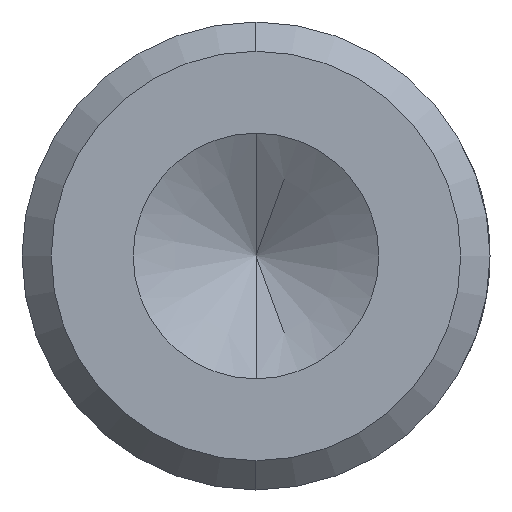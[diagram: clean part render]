
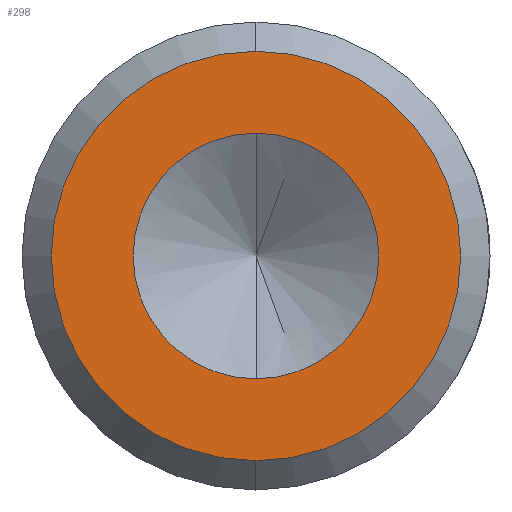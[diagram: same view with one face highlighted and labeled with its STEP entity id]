
A CAD part, left-side view. The second image highlights one B-rep face of the part: STEP entity #298.
In plain terms, the highlighted planar face has unit normal (-1, 0, 0).
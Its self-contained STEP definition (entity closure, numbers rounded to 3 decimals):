
#88 = CARTESIAN_POINT ( 'NONE',  ( 0., 0., 0. ) ) ;
#114 = VERTEX_POINT ( 'NONE', #130 ) ;
#130 = CARTESIAN_POINT ( 'NONE',  ( 0., 0., 3.501 ) ) ;
#132 = CIRCLE ( 'NONE', #757, 2.1 ) ;
#173 = FACE_OUTER_BOUND ( 'NONE', #421, .T. ) ;
#196 = DIRECTION ( 'NONE',  ( 0., 0., 1. ) ) ;
#257 = ORIENTED_EDGE ( 'NONE', *, *, #749, .T. ) ;
#271 = CARTESIAN_POINT ( 'NONE',  ( 0., 0., 0. ) ) ;
#298 = ADVANCED_FACE ( 'NONE', ( #173, #932 ), #998, .T. ) ;
#361 = AXIS2_PLACEMENT_3D ( 'NONE', #271, #955, #367 ) ;
#367 = DIRECTION ( 'NONE',  ( 0., 0., 1. ) ) ;
#421 = EDGE_LOOP ( 'NONE', ( #257, #649 ) ) ;
#458 = AXIS2_PLACEMENT_3D ( 'NONE', #894, #1108, #509 ) ;
#475 = ORIENTED_EDGE ( 'NONE', *, *, #678, .F. ) ;
#478 = DIRECTION ( 'NONE',  ( -1., 0., 0. ) ) ;
#490 = CARTESIAN_POINT ( 'NONE',  ( 0., 0., -2.1 ) ) ;
#509 = DIRECTION ( 'NONE',  ( 0., 0., 1. ) ) ;
#540 = EDGE_CURVE ( 'NONE', #114, #708, #716, .T. ) ;
#571 = EDGE_LOOP ( 'NONE', ( #475, #1044 ) ) ;
#581 = CARTESIAN_POINT ( 'NONE',  ( 0., 0., 0. ) ) ;
#594 = CIRCLE ( 'NONE', #1105, 3.501 ) ;
#649 = ORIENTED_EDGE ( 'NONE', *, *, #540, .T. ) ;
#664 = AXIS2_PLACEMENT_3D ( 'NONE', #1078, #478, #1177 ) ;
#675 = DIRECTION ( 'NONE',  ( 0., 0., 1. ) ) ;
#678 = EDGE_CURVE ( 'NONE', #743, #742, #132, .T. ) ;
#708 = VERTEX_POINT ( 'NONE', #1178 ) ;
#716 = CIRCLE ( 'NONE', #361, 3.501 ) ;
#742 = VERTEX_POINT ( 'NONE', #490 ) ;
#743 = VERTEX_POINT ( 'NONE', #1181 ) ;
#749 = EDGE_CURVE ( 'NONE', #708, #114, #594, .T. ) ;
#757 = AXIS2_PLACEMENT_3D ( 'NONE', #581, #1276, #675 ) ;
#780 = DIRECTION ( 'NONE',  ( -1., 0., 0. ) ) ;
#894 = CARTESIAN_POINT ( 'NONE',  ( 0., 0., 0. ) ) ;
#932 = FACE_BOUND ( 'NONE', #571, .T. ) ;
#955 = DIRECTION ( 'NONE',  ( -1., 0., 0. ) ) ;
#998 = PLANE ( 'NONE',  #458 ) ;
#1024 = EDGE_CURVE ( 'NONE', #742, #743, #1116, .T. ) ;
#1044 = ORIENTED_EDGE ( 'NONE', *, *, #1024, .F. ) ;
#1078 = CARTESIAN_POINT ( 'NONE',  ( 0., 0., 0. ) ) ;
#1105 = AXIS2_PLACEMENT_3D ( 'NONE', #88, #780, #196 ) ;
#1108 = DIRECTION ( 'NONE',  ( -1., 0., 0. ) ) ;
#1116 = CIRCLE ( 'NONE', #664, 2.1 ) ;
#1177 = DIRECTION ( 'NONE',  ( 0., 0., 1. ) ) ;
#1178 = CARTESIAN_POINT ( 'NONE',  ( 0., 0., -3.501 ) ) ;
#1181 = CARTESIAN_POINT ( 'NONE',  ( 0., 0., 2.1 ) ) ;
#1276 = DIRECTION ( 'NONE',  ( -1., 0., 0. ) ) ;
